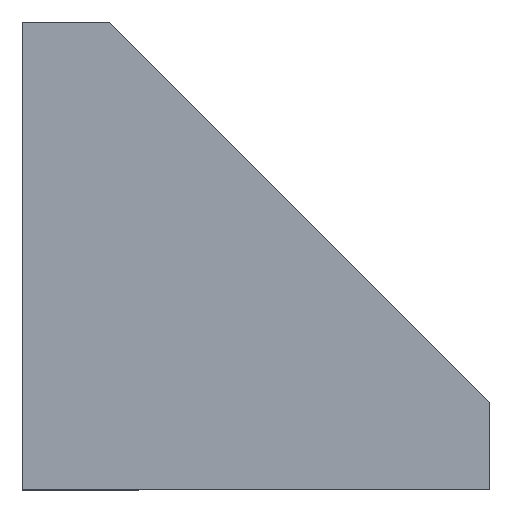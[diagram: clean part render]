
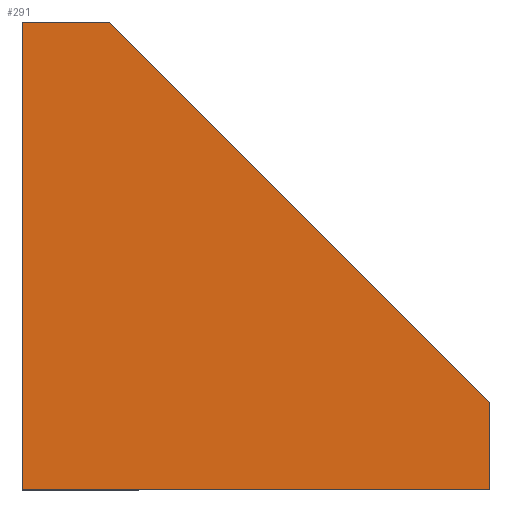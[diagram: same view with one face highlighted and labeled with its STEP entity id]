
A CAD part, left-side view. The second image highlights one B-rep face of the part: STEP entity #291.
In plain terms, the highlighted planar face has unit normal (-1, 0, 0).
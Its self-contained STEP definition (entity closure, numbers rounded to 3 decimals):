
#7=CARTESIAN_POINT('',(0.,0.,0.));
#8=VERTEX_POINT('',#7);
#25=CARTESIAN_POINT('',(0.,-43.,0.));
#26=VERTEX_POINT('',#25);
#33=CARTESIAN_POINT('',(0.,0.,0.));
#34=DIRECTION('',(0.0,-1.0,0.0));
#35=VECTOR('',#34,43.);
#36=LINE('',#33,#35);
#37=EDGE_CURVE('',#8,#26,#36,.T.);
#106=CARTESIAN_POINT('',(0.,-43.,8.));
#107=VERTEX_POINT('',#106);
#114=CARTESIAN_POINT('',(0.,-43.,0.));
#115=DIRECTION('',(0.,0.0,1.));
#116=VECTOR('',#115,8.);
#117=LINE('',#114,#116);
#118=EDGE_CURVE('',#26,#107,#117,.T.);
#137=CARTESIAN_POINT('',(0.,-8.,43.));
#138=VERTEX_POINT('',#137);
#145=CARTESIAN_POINT('',(0.,-43.,8.));
#146=DIRECTION('',(0.,0.707,0.707));
#147=VECTOR('',#146,49.497);
#148=LINE('',#145,#147);
#149=EDGE_CURVE('',#107,#138,#148,.T.);
#206=CARTESIAN_POINT('',(0.,0.,43.));
#207=VERTEX_POINT('',#206);
#214=CARTESIAN_POINT('',(0.,-8.,43.));
#215=DIRECTION('',(0.0,1.0,0.0));
#216=VECTOR('',#215,8.);
#217=LINE('',#214,#216);
#218=EDGE_CURVE('',#138,#207,#217,.T.);
#228=CARTESIAN_POINT('',(0.,0.,43.));
#229=DIRECTION('',(0.,0.,-1.));
#230=VECTOR('',#229,43.);
#231=LINE('',#228,#230);
#232=EDGE_CURVE('',#207,#8,#231,.T.);
#279=CARTESIAN_POINT('',(0.,4.3,47.3));
#280=DIRECTION('',(-1.,0.,0.));
#281=DIRECTION('',(0.,0.,-1.));
#282=AXIS2_PLACEMENT_3D('',#279,#280,#281);
#283=PLANE('',#282);
#284=ORIENTED_EDGE('',*,*,#37,.T.);
#285=ORIENTED_EDGE('',*,*,#118,.T.);
#286=ORIENTED_EDGE('',*,*,#149,.T.);
#287=ORIENTED_EDGE('',*,*,#218,.T.);
#288=ORIENTED_EDGE('',*,*,#232,.T.);
#289=EDGE_LOOP('',(#284,#285,#286,#287,#288));
#290=FACE_OUTER_BOUND('',#289,.T.);
#291=ADVANCED_FACE('',(#290),#283,.T.);
